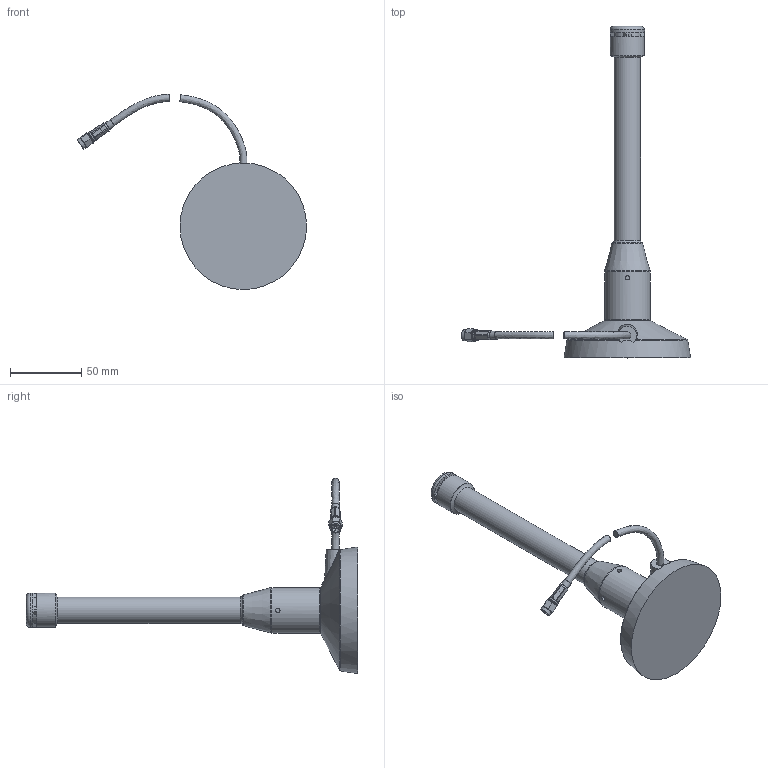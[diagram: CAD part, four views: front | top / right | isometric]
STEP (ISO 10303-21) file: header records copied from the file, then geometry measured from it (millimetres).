
FILE_DESCRIPTION (( 'STEP AP214' ), '1' );
FILE_NAME ('RE04U-SM.STEP', '2018-03-26T13:02:01', ( '' ), ( '' ), 'SwSTEP 2.0', 'SolidWorks 2017', '' );
FILE_SCHEMA (( 'AUTOMOTIVE_DESIGN' ));
Length unit declared in the file: millimetre
Products named in the file (9): HMA3-XXXASM; HPC201; HPC201-MA2; HPC201-MA1; HEATSH-HEX_stepd_195Black; 8 Foot-195_Black; HMA3-XXXAYY_BASE; HG2404U; RE04U-SM
Assembly tree (8 placements, depth 4):
  RE04U-SM
    HG2404U
    HMA3-XXXASM
      HMA3-XXXAYY_BASE
      8 Foot-195_Black
      HEATSH-HEX_stepd_195Black
      HPC201
        HPC201-MA1
        HPC201-MA2
Bounding box: 160.99 x 233.02 x 137.08 mm (x, y, z)
Volume: 201900.7 mm3; surface area: 39108.2 mm2
Topology: 7 solids, 7 shells, 240 faces, 508 edges, 314 vertices
Faces by surface type: plane 113, cylinder 68, cone 37, torus 11, sphere 6, bspline 5
Full cylindrical faces by diameter (mm): 0.508 x1, 1.016 x1, 1.2 x1, 1.302 x1, 1.312 x1, 1.397 x1, 1.561 x1, 1.6 x1, 1.65 x1, 1.8 x1, 2.98 x1, 3.048 x4, 3.1 x1, 4.6 x1, 4.953 x1, 5.207 x1, 5.461 x1, 5.588 x1, 6.35 x1, 6.858 x1, 6.98 x1, 7.684 x1, 7.874 x1, 8 x1, 13.386 x1, 13.538 x1, 15.428 x1, 15.875 x1, 17.473 x1, 18.542 x1
Entity records: 7978 total; most frequent: CARTESIAN_POINT 2045, DIRECTION 1040, ORIENTED_EDGE 798, AXIS2_PLACEMENT_3D 432, EDGE_CURVE 399, EDGE_LOOP 368, VERTEX_POINT 297, FACE_OUTER_BOUND 291
